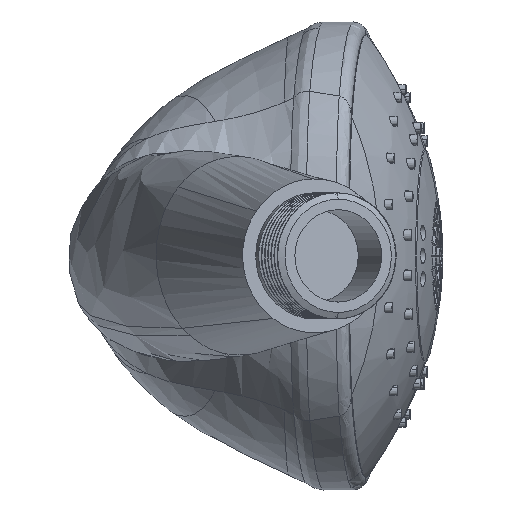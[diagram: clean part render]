
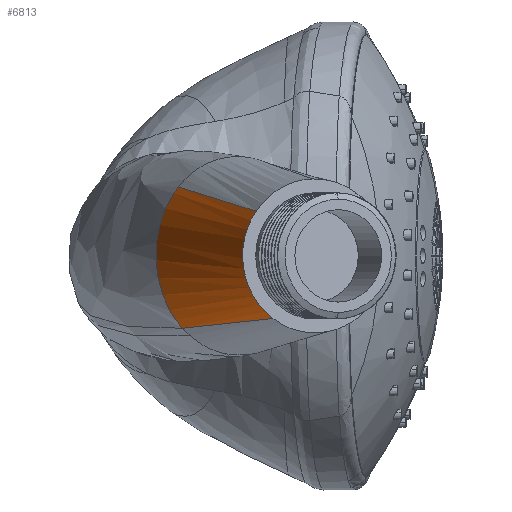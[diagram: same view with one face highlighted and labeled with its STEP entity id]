
A CAD part, front view. The second image highlights one B-rep face of the part: STEP entity #6813.
In plain terms, the highlighted free-form (B-spline) face has degree [3, 3] with [4, 5] control points.
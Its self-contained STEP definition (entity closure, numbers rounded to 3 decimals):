
#6724=CARTESIAN_POINT('Control Point',(20.826,-0.634,-10.15)) ;
#6725=CARTESIAN_POINT('Control Point',(11.317,23.102,-11.79)) ;
#6726=CARTESIAN_POINT('Control Point',(-4.724,62.966,-12.806)) ;
#6727=CARTESIAN_POINT('Control Point',(-20.753,102.233,-8.218)) ;
#6728=CARTESIAN_POINT('Control Point',(-27.28,118.062,-4.791)) ;
#6729=CARTESIAN_POINT('Control Point',(15.553,-2.566,-6.143)) ;
#6730=CARTESIAN_POINT('Control Point',(5.949,21.107,-6.254)) ;
#6731=CARTESIAN_POINT('Control Point',(-9.913,61.096,-4.918)) ;
#6732=CARTESIAN_POINT('Control Point',(-23.773,101.099,-1.335)) ;
#6733=CARTESIAN_POINT('Control Point',(-29.208,117.357,1.134)) ;
#6734=CARTESIAN_POINT('Control Point',(14.325,-3.014,1.669)) ;
#6735=CARTESIAN_POINT('Control Point',(5.415,20.843,3.894)) ;
#6736=CARTESIAN_POINT('Control Point',(-9.503,61.327,6.854)) ;
#6737=CARTESIAN_POINT('Control Point',(-22.296,101.573,8.269)) ;
#6738=CARTESIAN_POINT('Control Point',(-27.257,118.075,8.084)) ;
#6739=CARTESIAN_POINT('Control Point',(18.086,-1.633,7.286)) ;
#6740=CARTESIAN_POINT('Control Point',(9.966,22.516,10.377)) ;
#6741=CARTESIAN_POINT('Control Point',(-3.816,63.413,14.033)) ;
#6742=CARTESIAN_POINT('Control Point',(-17.375,103.381,12.667)) ;
#6743=CARTESIAN_POINT('Control Point',(-22.925,119.665,10.721)) ;
#6745=CARTESIAN_POINT('Control Point',(18.086,-1.633,7.286)) ;
#6746=CARTESIAN_POINT('Control Point',(13.893,10.837,8.882)) ;
#6747=CARTESIAN_POINT('Control Point',(9.677,23.359,10.234)) ;
#6748=CARTESIAN_POINT('Control Point',(5.461,35.863,11.224)) ;
#6749=CARTESIAN_POINT('Vertex',(18.086,-1.633,7.286)) ;
#6751=CARTESIAN_POINT('Vertex',(5.462,35.863,11.223)) ;
#6755=CARTESIAN_POINT('Control Point',(5.461,35.863,11.224)) ;
#6756=CARTESIAN_POINT('Control Point',(5.366,35.843,11.102)) ;
#6757=CARTESIAN_POINT('Control Point',(5.272,35.824,10.98)) ;
#6758=CARTESIAN_POINT('Control Point',(5.177,35.804,10.853)) ;
#6759=CARTESIAN_POINT('Control Point',(5.057,35.779,10.687)) ;
#6760=CARTESIAN_POINT('Control Point',(4.94,35.755,10.521)) ;
#6761=CARTESIAN_POINT('Control Point',(4.909,35.749,10.477)) ;
#6762=CARTESIAN_POINT('Control Point',(4.848,35.736,10.389)) ;
#6763=CARTESIAN_POINT('Control Point',(4.788,35.724,10.301)) ;
#6764=CARTESIAN_POINT('Control Point',(4.759,35.718,10.256)) ;
#6765=CARTESIAN_POINT('Control Point',(4.731,35.712,10.214)) ;
#6766=CARTESIAN_POINT('Control Point',(4.7,35.706,10.168)) ;
#6767=CARTESIAN_POINT('Vertex',(4.7,35.706,10.168)) ;
#6771=CARTESIAN_POINT('Control Point',(4.7,35.706,10.168)) ;
#6772=CARTESIAN_POINT('Control Point',(3.466,35.452,8.297)) ;
#6773=CARTESIAN_POINT('Control Point',(2.559,35.265,6.203)) ;
#6774=CARTESIAN_POINT('Control Point',(1.984,35.145,3.961)) ;
#6775=CARTESIAN_POINT('Control Point',(1.565,35.057,-0.024)) ;
#6776=CARTESIAN_POINT('Control Point',(2.142,35.174,-3.972)) ;
#6777=CARTESIAN_POINT('Control Point',(2.563,35.26,-5.597)) ;
#6778=CARTESIAN_POINT('Control Point',(3.371,35.425,-7.698)) ;
#6779=CARTESIAN_POINT('Control Point',(4.501,35.657,-9.613)) ;
#6780=CARTESIAN_POINT('Control Point',(4.816,35.722,-10.095)) ;
#6781=CARTESIAN_POINT('Control Point',(5.202,35.801,-10.633)) ;
#6782=CARTESIAN_POINT('Control Point',(5.617,35.886,-11.148)) ;
#6783=CARTESIAN_POINT('Control Point',(5.67,35.897,-11.213)) ;
#6784=CARTESIAN_POINT('Control Point',(5.79,35.921,-11.357)) ;
#6785=CARTESIAN_POINT('Control Point',(5.911,35.946,-11.499)) ;
#6786=CARTESIAN_POINT('Control Point',(5.978,35.96,-11.576)) ;
#6787=CARTESIAN_POINT('Control Point',(6.05,35.975,-11.657)) ;
#6788=CARTESIAN_POINT('Control Point',(6.116,35.988,-11.73)) ;
#6789=CARTESIAN_POINT('Vertex',(6.118,35.989,-11.728)) ;
#6793=CARTESIAN_POINT('Control Point',(20.826,-0.634,-10.15)) ;
#6794=CARTESIAN_POINT('Control Point',(15.932,11.584,-10.994)) ;
#6795=CARTESIAN_POINT('Control Point',(11.026,23.8,-11.564)) ;
#6796=CARTESIAN_POINT('Control Point',(6.116,35.988,-11.73)) ;
#6797=CARTESIAN_POINT('Vertex',(20.826,-0.634,-10.15)) ;
#6801=CARTESIAN_POINT('Control Point',(20.826,-0.634,-10.15)) ;
#6802=CARTESIAN_POINT('Control Point',(15.553,-2.566,-6.143)) ;
#6803=CARTESIAN_POINT('Control Point',(14.325,-3.014,1.669)) ;
#6804=CARTESIAN_POINT('Control Point',(18.086,-1.633,7.286)) ;
#6753=EDGE_CURVE('',#6750,#6752,#6744,.T.) ;
#6769=EDGE_CURVE('',#6752,#6768,#6754,.T.) ;
#6791=EDGE_CURVE('',#6768,#6790,#6770,.T.) ;
#6799=EDGE_CURVE('',#6798,#6790,#6792,.T.) ;
#6805=EDGE_CURVE('',#6798,#6750,#6800,.T.) ;
#6807=ORIENTED_EDGE('',*,*,#6753,.T.) ;
#6808=ORIENTED_EDGE('',*,*,#6769,.T.) ;
#6809=ORIENTED_EDGE('',*,*,#6791,.T.) ;
#6810=ORIENTED_EDGE('',*,*,#6799,.F.) ;
#6811=ORIENTED_EDGE('',*,*,#6805,.T.) ;
#6806=EDGE_LOOP('',(#6807,#6808,#6809,#6810,#6811)) ;
#6750=VERTEX_POINT('',#6749) ;
#6752=VERTEX_POINT('',#6751) ;
#6768=VERTEX_POINT('',#6767) ;
#6790=VERTEX_POINT('',#6789) ;
#6798=VERTEX_POINT('',#6797) ;
#6813=ADVANCED_FACE('Flesso1',(#6812),#6723,.T.) ;
#6744=B_SPLINE_CURVE_WITH_KNOTS('',3,(#6745,#6746,#6747,#6748),.UNSPECIFIED.,.F.,.U.,(4,4),(6.406,46.101),.UNSPECIFIED.) ;
#6754=B_SPLINE_CURVE_WITH_KNOTS('',5,(#6755,#6756,#6757,#6758,#6759,#6760,#6761,#6762,#6763,#6764,#6765,#6766),.UNSPECIFIED.,.F.,.U.,(6,3,3,6),(0.,1.051,1.434,1.817),.UNSPECIFIED.) ;
#6770=B_SPLINE_CURVE_WITH_KNOTS('',5,(#6771,#6772,#6773,#6774,#6775,#6776,#6777,#6778,#6779,#6780,#6781,#6782,#6783,#6784,#6785,#6786,#6787,#6788),.UNSPECIFIED.,.F.,.U.,(6,3,3,3,3,6),(0.,15.323,26.46,30.379,30.945,31.646),.UNSPECIFIED.) ;
#6792=B_SPLINE_CURVE_WITH_KNOTS('',3,(#6793,#6794,#6795,#6796),.UNSPECIFIED.,.F.,.U.,(4,4),(6.406,45.975),.UNSPECIFIED.) ;
#6800=B_SPLINE_CURVE_WITH_KNOTS('',3,(#6801,#6802,#6803,#6804),.UNSPECIFIED.,.F.,.U.,(4,4),(44.257,66.386),.UNSPECIFIED.) ;
#6723=B_SPLINE_SURFACE_WITH_KNOTS('',3,3,((#6724,#6725,#6726,#6727,#6728),(#6729,#6730,#6731,#6732,#6733),(#6734,#6735,#6736,#6737,#6738),(#6739,#6740,#6741,#6742,#6743)),.UNSPECIFIED.,.F.,.F.,.U.,(4,4),(4,1,4),(44.257,66.386),(6.406,83.281,135.527),.UNSPECIFIED.) ;
#6812=FACE_OUTER_BOUND('',#6806,.T.) ;
